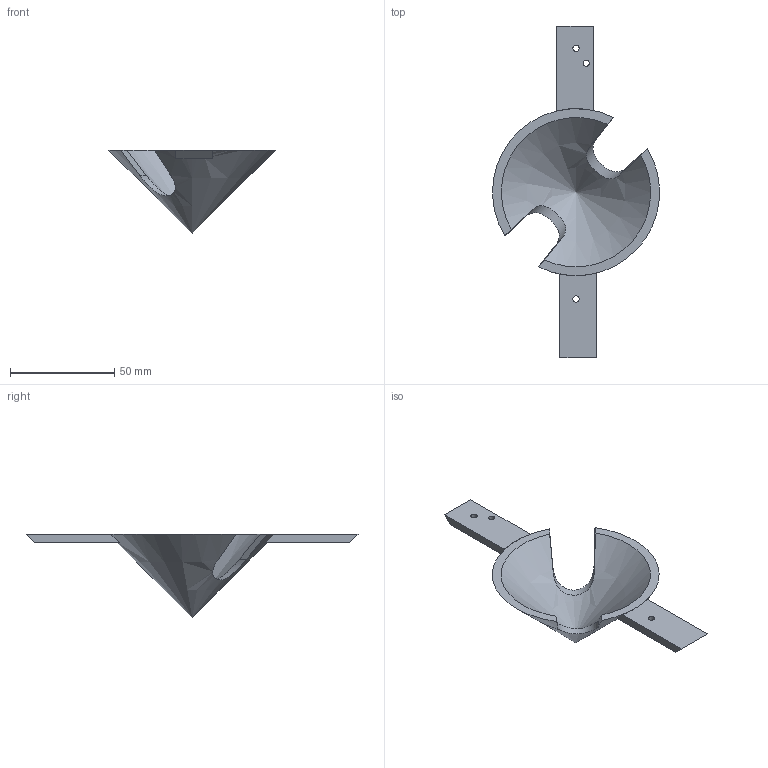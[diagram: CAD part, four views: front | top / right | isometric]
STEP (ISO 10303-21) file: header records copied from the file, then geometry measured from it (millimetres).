
FILE_DESCRIPTION(/* description */ (''),/* implementation_level */ '2;1');
FILE_NAME(/* name */ 'comb_cone_to_other_groups.step',/* time_stamp */ '2024-07-11T21:39:17+03:00',/* author */ (''),/* organization */ (''),/* preprocessor_version */ 'ST-DEVELOPER v20',/* originating_system */ 'Autodesk Translation Framework v12.14.0.127',/* authorisation */ '');
FILE_SCHEMA (('AUTOMOTIVE_DESIGN { 1 0 10303 214 3 1 1 }'));
Length unit declared in the file: millimetre
Products named in the file (1): comb_cone
Bounding box: 79.9 x 158.95 x 40 mm (x, y, z)
Volume: 21030 mm3; surface area: 15499.6 mm2
Topology: 1 solids, 1 shells, 25 faces, 72 edges, 48 vertices
Faces by surface type: plane 16, cylinder 5, bspline 2, cone 2
Full cylindrical faces by diameter (mm): 3 x3
Entity records: 973 total; most frequent: CARTESIAN_POINT 292, ORIENTED_EDGE 140, DIRECTION 125, EDGE_CURVE 70, VERTEX_POINT 48, AXIS2_PLACEMENT_3D 46, LINE 33, VECTOR 33
